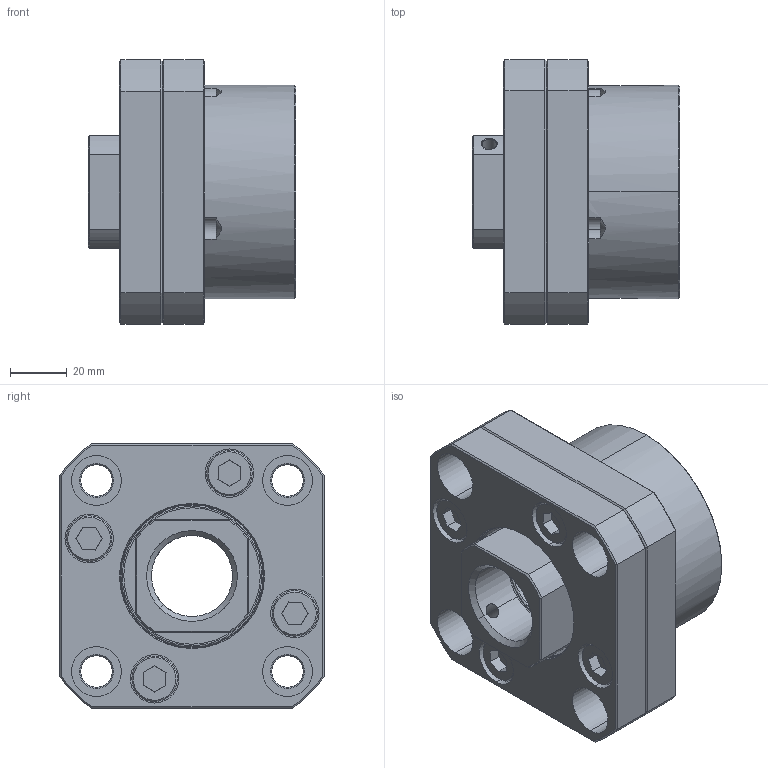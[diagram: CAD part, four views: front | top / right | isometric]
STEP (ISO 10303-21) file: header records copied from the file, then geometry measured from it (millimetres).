
FILE_DESCRIPTION (( 'STEP AP214' ), '1' );
FILE_NAME ('FKN30-Rollco.step', '2023-04-27T09:23:29', ( '' ), ( '' ), 'SwSTEP 2.0', 'SolidWorks 2010', '' );
FILE_SCHEMA (( 'AUTOMOTIVE_DESIGN' ));
Length unit declared in the file: millimetre
Products named in the file (11): FK30_1; 7206_3; 7206_2; 7206_4; FK30_5; EAFK30; EAFK30-1; FK30_6; FK30_7; MC6S-M10x16; FKN30-Rollco
Assembly tree (29 placements, depth 2):
  FKN30-Rollco
    7206_4  x14
    7206_2  x2
    7206_3  x2
    EAFK30
    MC6S-M10x16  x4
    FK30_6  x2
    FK30_7
    FK30_1
    FK30_5
    EAFK30-1
Bounding box: 73 x 93 x 93 mm (x, y, z)
Volume: 285618.6 mm3; surface area: 116395.2 mm2
Topology: 29 solids, 29 shells, 487 faces, 1139 edges, 671 vertices
Faces by surface type: cylinder 139, bspline 128, plane 112, cone 108
Entity records: 11588 total; most frequent: CARTESIAN_POINT 3511, DIRECTION 1674, ORIENTED_EDGE 1542, EDGE_CURVE 771, AXIS2_PLACEMENT_3D 710, VERTEX_POINT 467, CIRCLE 409, EDGE_LOOP 394
